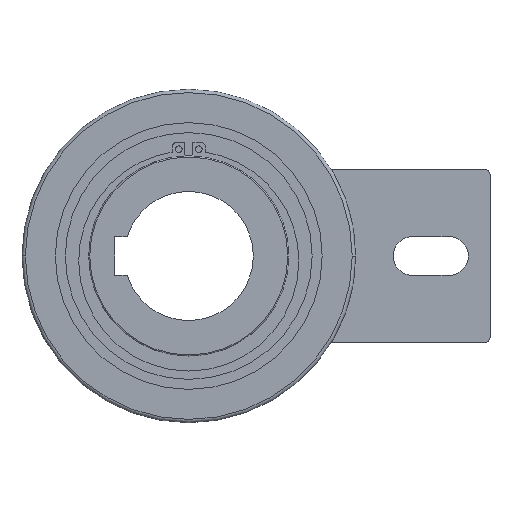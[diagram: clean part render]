
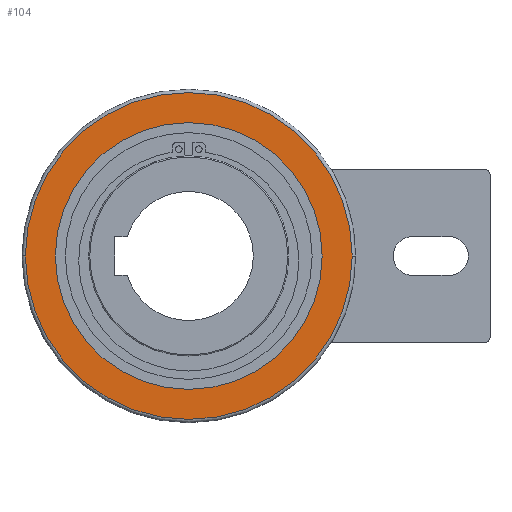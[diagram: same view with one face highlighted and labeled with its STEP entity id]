
A CAD part, left-side view. The second image highlights one B-rep face of the part: STEP entity #104.
In plain terms, the highlighted planar face has unit normal (-1, 0, 0).
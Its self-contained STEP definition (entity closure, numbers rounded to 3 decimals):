
#104=ADVANCED_FACE('',(#253,#254),#255,.T.);
#253=FACE_OUTER_BOUND('',#433,.T.);
#254=FACE_BOUND('',#434,.T.);
#255=PLANE('',#435);
#433=EDGE_LOOP('',(#948,#949,#950));
#434=EDGE_LOOP('',(#951,#952));
#435=AXIS2_PLACEMENT_3D('',#953,#954,#955);
#948=ORIENTED_EDGE('',*,*,#1286,.T.);
#949=ORIENTED_EDGE('',*,*,#1238,.T.);
#950=ORIENTED_EDGE('',*,*,#1287,.T.);
#951=ORIENTED_EDGE('',*,*,#1207,.T.);
#952=ORIENTED_EDGE('',*,*,#1331,.T.);
#953=CARTESIAN_POINT('',(-18.9,0.,0.));
#954=DIRECTION('',(-1.0,0.,0.));
#955=DIRECTION('',(0.,1.0,0.));
#1207=EDGE_CURVE('',#1460,#1457,#1461,.T.);
#1238=EDGE_CURVE('',#1515,#1517,#1519,.T.);
#1286=EDGE_CURVE('',#1597,#1515,#1598,.T.);
#1287=EDGE_CURVE('',#1517,#1597,#1599,.T.);
#1331=EDGE_CURVE('',#1457,#1460,#1664,.T.);
#1457=VERTEX_POINT('',#1829);
#1460=VERTEX_POINT('',#1833);
#1461=CIRCLE('',#1834,62.0);
#1515=VERTEX_POINT('',#1900);
#1517=VERTEX_POINT('',#1902);
#1519=CIRCLE('',#1904,75.95);
#1597=VERTEX_POINT('',#2013);
#1598=CIRCLE('',#2014,75.95);
#1599=CIRCLE('',#2015,75.95);
#1664=CIRCLE('',#2101,62.0);
#1829=CARTESIAN_POINT('',(-18.9,62.0,0.));
#1833=CARTESIAN_POINT('',(-18.9,-62.0,0.));
#1834=AXIS2_PLACEMENT_3D('',#2281,#2282,#2283);
#1900=CARTESIAN_POINT('',(-18.9,75.95,0.));
#1902=CARTESIAN_POINT('',(-18.9,-75.95,0.));
#1904=AXIS2_PLACEMENT_3D('',#2350,#2351,#2352);
#2013=CARTESIAN_POINT('',(-18.9,0.,75.95));
#2014=AXIS2_PLACEMENT_3D('',#2432,#2433,#2434);
#2015=AXIS2_PLACEMENT_3D('',#2435,#2436,#2437);
#2101=AXIS2_PLACEMENT_3D('',#2525,#2526,#2527);
#2281=CARTESIAN_POINT('',(-18.9,0.,0.));
#2282=DIRECTION('',(1.0,0.,0.));
#2283=DIRECTION('',(0.,1.0,0.));
#2350=CARTESIAN_POINT('',(-18.9,0.,0.));
#2351=DIRECTION('',(-1.0,0.,0.));
#2352=DIRECTION('',(0.0,0.,1.0));
#2432=CARTESIAN_POINT('',(-18.9,0.,0.));
#2433=DIRECTION('',(-1.0,0.,0.));
#2434=DIRECTION('',(0.0,0.,1.0));
#2435=CARTESIAN_POINT('',(-18.9,0.,0.));
#2436=DIRECTION('',(-1.0,0.,0.));
#2437=DIRECTION('',(0.0,0.,1.0));
#2525=CARTESIAN_POINT('',(-18.9,0.,0.));
#2526=DIRECTION('',(1.0,0.,0.));
#2527=DIRECTION('',(0.,1.0,0.));
